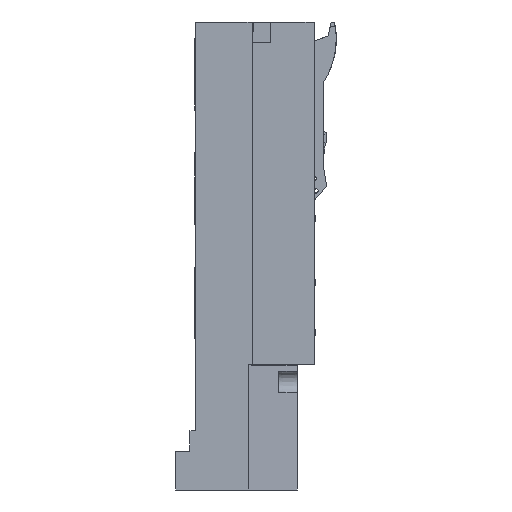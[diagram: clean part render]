
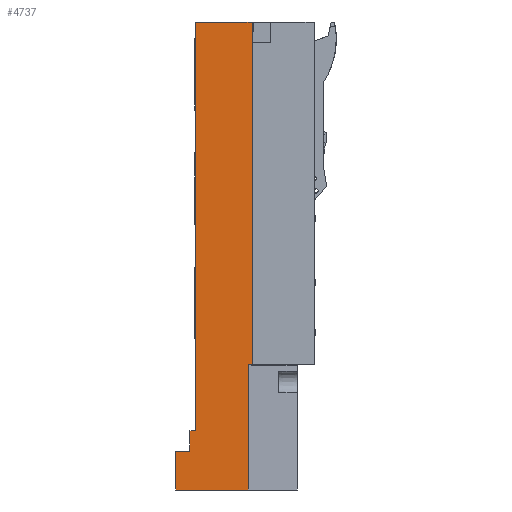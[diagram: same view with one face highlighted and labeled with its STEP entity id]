
A CAD part, left-side view. The second image highlights one B-rep face of the part: STEP entity #4737.
In plain terms, the highlighted planar face has unit normal (-1, 0, 0).
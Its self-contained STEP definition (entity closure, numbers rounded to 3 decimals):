
#4737=ADVANCED_FACE(
'804115_L01_Leistenunterteil Gr.00 U-SL/100  Wandler',(#6942),#5929,.T.);
#5929=PLANE('',#28002);
#6942=FACE_OUTER_BOUND('',#8078,.T.);
#8078=EDGE_LOOP('',(#11227,#11228,#11229,#11230,#11231,#11232,#11233,#11234,
#11235,#11236));
#11227=ORIENTED_EDGE('',*,*,#19488,.T.);
#11228=ORIENTED_EDGE('',*,*,#19489,.T.);
#11229=ORIENTED_EDGE('',*,*,#19472,.T.);
#11230=ORIENTED_EDGE('',*,*,#19468,.T.);
#11231=ORIENTED_EDGE('',*,*,#19490,.T.);
#11232=ORIENTED_EDGE('',*,*,#19227,.F.);
#11233=ORIENTED_EDGE('',*,*,#19487,.F.);
#11234=ORIENTED_EDGE('',*,*,#19491,.F.);
#11235=ORIENTED_EDGE('',*,*,#19492,.T.);
#11236=ORIENTED_EDGE('',*,*,#19493,.F.);
#16656=VERTEX_POINT('',#36969);
#16657=VERTEX_POINT('',#36971);
#16781=VERTEX_POINT('',#37451);
#16782=VERTEX_POINT('',#37453);
#16784=VERTEX_POINT('',#37460);
#16794=VERTEX_POINT('',#37488);
#16795=VERTEX_POINT('',#37492);
#16796=VERTEX_POINT('',#37493);
#16797=VERTEX_POINT('',#37497);
#16798=VERTEX_POINT('',#37499);
#19227=EDGE_CURVE('',#16656,#16657,#22641,.T.);
#19468=EDGE_CURVE('',#16782,#16781,#22881,.T.);
#19472=EDGE_CURVE('',#16784,#16782,#22885,.T.);
#19487=EDGE_CURVE('',#16794,#16656,#22898,.T.);
#19488=EDGE_CURVE('',#16795,#16796,#22899,.T.);
#19489=EDGE_CURVE('',#16796,#16784,#22900,.T.);
#19490=EDGE_CURVE('',#16781,#16657,#22901,.T.);
#19491=EDGE_CURVE('',#16797,#16794,#22902,.T.);
#19492=EDGE_CURVE('',#16797,#16798,#22903,.T.);
#19493=EDGE_CURVE('',#16795,#16798,#22904,.T.);
#22641=LINE('',#36970,#25530);
#22881=LINE('',#37452,#25770);
#22885=LINE('',#37459,#25774);
#22898=LINE('',#37489,#25787);
#22899=LINE('',#37491,#25788);
#22900=LINE('',#37494,#25789);
#22901=LINE('',#37495,#25790);
#22902=LINE('',#37496,#25791);
#22903=LINE('',#37498,#25792);
#22904=LINE('',#37500,#25793);
#25530=VECTOR('',#30554,1.);
#25770=VECTOR('',#31028,1.);
#25774=VECTOR('',#31034,1.);
#25787=VECTOR('',#31059,1.);
#25788=VECTOR('',#31062,1.);
#25789=VECTOR('',#31063,1.);
#25790=VECTOR('',#31064,1.);
#25791=VECTOR('',#31065,1.);
#25792=VECTOR('',#31066,1.);
#25793=VECTOR('',#31067,1.);
#28002=AXIS2_PLACEMENT_3D('',#37501,#31068,#31069);
#30554=DIRECTION('',(0.,-1.,0.));
#31028=DIRECTION('',(0.,-1.,0.));
#31034=DIRECTION('',(0.,0.,1.));
#31059=DIRECTION('',(0.,0.,1.));
#31062=DIRECTION('',(0.,0.,-1.));
#31063=DIRECTION('',(0.,-1.,0.));
#31064=DIRECTION('',(0.,0.,1.));
#31065=DIRECTION('',(0.,-1.,0.));
#31066=DIRECTION('',(0.,0.,-1.));
#31067=DIRECTION('',(0.,-1.,0.));
#31068=DIRECTION('',(-1.,0.,0.));
#31069=DIRECTION('',(0.,0.,-1.));
#36969=CARTESIAN_POINT('',(-25.,-0.5,150.));
#36970=CARTESIAN_POINT('',(-25.,-25.45,150.));
#36971=CARTESIAN_POINT('',(-25.,-50.4,150.));
#37451=CARTESIAN_POINT('',(-25.,-50.4,-150.));
#37452=CARTESIAN_POINT('',(-25.,-48.8,-150.));
#37453=CARTESIAN_POINT('',(-25.,-47.2,-150.));
#37459=CARTESIAN_POINT('',(-25.,-47.2,-205.));
#37460=CARTESIAN_POINT('',(-25.,-47.2,-260.));
#37488=CARTESIAN_POINT('',(-25.,-0.5,-208.));
#37489=CARTESIAN_POINT('',(-25.,-0.5,-208.));
#37491=CARTESIAN_POINT('',(-25.,16.5,-55.));
#37492=CARTESIAN_POINT('',(-25.,16.5,-226.));
#37493=CARTESIAN_POINT('',(-25.,16.5,-260.));
#37494=CARTESIAN_POINT('',(-25.,-16.95,-260.));
#37495=CARTESIAN_POINT('',(-25.,-50.4,0.));
#37496=CARTESIAN_POINT('',(-25.,-16.95,-208.));
#37497=CARTESIAN_POINT('',(-25.,4.,-208.));
#37498=CARTESIAN_POINT('',(-25.,4.,-55.));
#37499=CARTESIAN_POINT('',(-25.,4.,-226.));
#37500=CARTESIAN_POINT('',(-25.,-16.95,-226.));
#37501=CARTESIAN_POINT('',(-25.,-19.5,0.));
